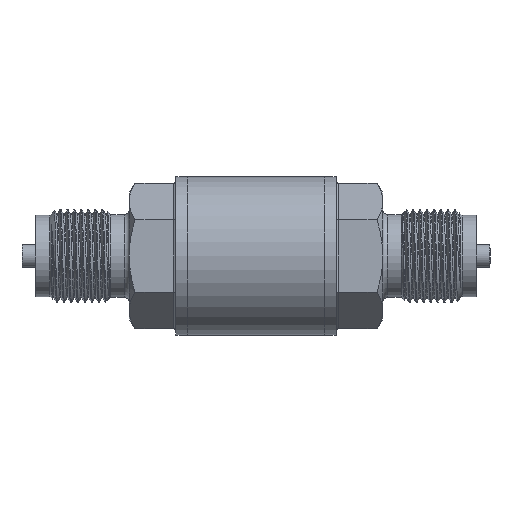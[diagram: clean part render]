
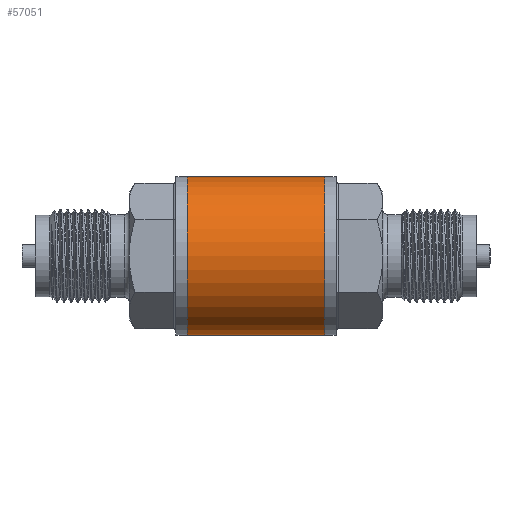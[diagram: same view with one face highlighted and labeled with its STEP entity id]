
A CAD part, front view. The second image highlights one B-rep face of the part: STEP entity #57051.
In plain terms, the highlighted cylindrical face has radius 17 mm (diameter 34 mm), a full revolution.
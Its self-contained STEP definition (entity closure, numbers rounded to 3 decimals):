
#227=FACE_BOUND('',#12050,.T.);
#8419=FACE_OUTER_BOUND('',#12049,.T.);
#12049=EDGE_LOOP('',(#39959,#39960,#39961,#39962));
#12050=EDGE_LOOP('',(#39963,#39964));
#15733=CIRCLE('',#60600,17.);
#15734=CIRCLE('',#60601,17.);
#17007=B_SPLINE_CURVE_WITH_KNOTS('',3,(#101377,#101378,#101379,#101380,
#101381,#101382,#101383,#101384,#101385,#101386,#101387,#101388,#101389,
#101390,#101391,#101392,#101393,#101394,#101395,#101396),.UNSPECIFIED.,
 .F.,.F.,(4,2,2,2,2,2,2,2,2,4),(-5.022,-4.957,-4.66,
-4.362,-4.065,-3.767,-3.47,
-2.9,-2.615,-2.33),.UNSPECIFIED.);
#17008=B_SPLINE_CURVE_WITH_KNOTS('',3,(#101397,#101398,#101399,#101400,
#101401,#101402,#101403,#101404,#101405,#101406,#101407,#101408,#101409,
#101410,#101411,#101412,#101413,#101414,#101415,#101416,#101417,#101418,
#101419,#101420,#101421,#101422,#101423,#101424,#101425,#101426,#101427,
#101428,#101429,#101430,#101431,#101432,#101433,#101434,#101435,#101436,
#101437,#101438,#101439),.UNSPECIFIED.,.F.,.F.,(4,2,2,2,2,2,2,3,2,2,2,2,
2,2,2,2,2,2,2,2,4),(-2.33,-2.045,-1.76,
-1.19,-0.893,-0.595,-0.298,
0.,0.298,0.595,0.893,1.19,
1.76,2.045,2.33,2.615,2.9,
3.47,3.767,4.065,4.297),
 .UNSPECIFIED.);
#18075=LINE('',#101455,#20600);
#20600=VECTOR('',#69094,17.);
#23459=VERTEX_POINT('',#101375);
#23460=VERTEX_POINT('',#101376);
#23463=VERTEX_POINT('',#101452);
#23464=VERTEX_POINT('',#101454);
#29778=EDGE_CURVE('',#23459,#23460,#17007,.T.);
#29779=EDGE_CURVE('',#23460,#23459,#17008,.T.);
#29784=EDGE_CURVE('',#23463,#23463,#15733,.T.);
#29785=EDGE_CURVE('',#23463,#23464,#18075,.T.);
#29786=EDGE_CURVE('',#23464,#23464,#15734,.T.);
#39959=ORIENTED_EDGE('',*,*,#29784,.F.);
#39960=ORIENTED_EDGE('',*,*,#29785,.T.);
#39961=ORIENTED_EDGE('',*,*,#29786,.F.);
#39962=ORIENTED_EDGE('',*,*,#29785,.F.);
#39963=ORIENTED_EDGE('',*,*,#29778,.T.);
#39964=ORIENTED_EDGE('',*,*,#29779,.T.);
#56065=CYLINDRICAL_SURFACE('',#60599,17.);
#57051=ADVANCED_FACE('',(#8419,#227),#56065,.T.);
#60599=AXIS2_PLACEMENT_3D('',#101451,#69090,#69091);
#60600=AXIS2_PLACEMENT_3D('',#101453,#69092,#69093);
#60601=AXIS2_PLACEMENT_3D('',#101456,#69095,#69096);
#69090=DIRECTION('center_axis',(1.,0.,0.));
#69091=DIRECTION('ref_axis',(0.,0.,-1.));
#69092=DIRECTION('center_axis',(1.,0.,0.));
#69093=DIRECTION('ref_axis',(0.,0.,-1.));
#69094=DIRECTION('',(-1.,0.,0.));
#69095=DIRECTION('center_axis',(-1.,0.,0.));
#69096=DIRECTION('ref_axis',(0.,0.,-1.));
#101375=CARTESIAN_POINT('',(3.5,9.909,13.813));
#101376=CARTESIAN_POINT('',(-14.25,17.,0.));
#101377=CARTESIAN_POINT('Ctrl Pts',(3.5,9.909,13.813));
#101378=CARTESIAN_POINT('Ctrl Pts',(3.3,9.838,13.864));
#101379=CARTESIAN_POINT('Ctrl Pts',(3.099,9.772,13.911));
#101380=CARTESIAN_POINT('Ctrl Pts',(1.961,9.433,14.147));
#101381=CARTESIAN_POINT('Ctrl Pts',(0.992,9.27,
14.25));
#101382=CARTESIAN_POINT('Ctrl Pts',(-0.992,9.27,
14.25));
#101383=CARTESIAN_POINT('Ctrl Pts',(-1.961,9.433,
14.147));
#101384=CARTESIAN_POINT('Ctrl Pts',(-3.829,9.99,
13.759));
#101385=CARTESIAN_POINT('Ctrl Pts',(-4.729,10.381,
13.475));
#101386=CARTESIAN_POINT('Ctrl Pts',(-6.439,11.264,
12.746));
#101387=CARTESIAN_POINT('Ctrl Pts',(-7.251,11.755,12.301));
#101388=CARTESIAN_POINT('Ctrl Pts',(-8.759,12.741,
11.277));
#101389=CARTESIAN_POINT('Ctrl Pts',(-9.454,13.234,
10.698));
#101390=CARTESIAN_POINT('Ctrl Pts',(-11.268,14.569,
8.885));
#101391=CARTESIAN_POINT('Ctrl Pts',(-12.355,15.44,7.35));
#101392=CARTESIAN_POINT('Ctrl Pts',(-13.475,16.354,
4.732));
#101393=CARTESIAN_POINT('Ctrl Pts',(-13.766,16.596,3.807));
#101394=CARTESIAN_POINT('Ctrl Pts',(-14.154,16.919,1.916));
#101395=CARTESIAN_POINT('Ctrl Pts',(-14.25,17.,0.95));
#101396=CARTESIAN_POINT('Ctrl Pts',(-14.25,17.,0.));
#101397=CARTESIAN_POINT('Ctrl Pts',(-14.25,17.,0.));
#101398=CARTESIAN_POINT('Ctrl Pts',(-14.25,17.,-0.95));
#101399=CARTESIAN_POINT('Ctrl Pts',(-14.154,16.919,-1.916));
#101400=CARTESIAN_POINT('Ctrl Pts',(-13.766,16.596,-3.807));
#101401=CARTESIAN_POINT('Ctrl Pts',(-13.475,16.354,
-4.732));
#101402=CARTESIAN_POINT('Ctrl Pts',(-12.355,15.44,-7.35));
#101403=CARTESIAN_POINT('Ctrl Pts',(-11.268,14.569,
-8.885));
#101404=CARTESIAN_POINT('Ctrl Pts',(-9.454,13.234,
-10.698));
#101405=CARTESIAN_POINT('Ctrl Pts',(-8.759,12.741,
-11.277));
#101406=CARTESIAN_POINT('Ctrl Pts',(-7.251,11.755,-12.301));
#101407=CARTESIAN_POINT('Ctrl Pts',(-6.439,11.264,
-12.746));
#101408=CARTESIAN_POINT('Ctrl Pts',(-4.729,10.381,
-13.475));
#101409=CARTESIAN_POINT('Ctrl Pts',(-3.829,9.99,
-13.759));
#101410=CARTESIAN_POINT('Ctrl Pts',(-1.961,9.433,
-14.147));
#101411=CARTESIAN_POINT('Ctrl Pts',(-0.992,9.27,
-14.25));
#101412=CARTESIAN_POINT('Ctrl Pts',(0.,9.27,-14.25));
#101413=CARTESIAN_POINT('Ctrl Pts',(0.992,9.27,
-14.25));
#101414=CARTESIAN_POINT('Ctrl Pts',(1.961,9.433,-14.147));
#101415=CARTESIAN_POINT('Ctrl Pts',(3.829,9.99,-13.759));
#101416=CARTESIAN_POINT('Ctrl Pts',(4.729,10.381,-13.475));
#101417=CARTESIAN_POINT('Ctrl Pts',(6.439,11.264,-12.746));
#101418=CARTESIAN_POINT('Ctrl Pts',(7.251,11.755,-12.301));
#101419=CARTESIAN_POINT('Ctrl Pts',(8.759,12.741,-11.277));
#101420=CARTESIAN_POINT('Ctrl Pts',(9.454,13.234,-10.698));
#101421=CARTESIAN_POINT('Ctrl Pts',(11.268,14.569,-8.885));
#101422=CARTESIAN_POINT('Ctrl Pts',(12.355,15.44,-7.35));
#101423=CARTESIAN_POINT('Ctrl Pts',(13.475,16.354,-4.732));
#101424=CARTESIAN_POINT('Ctrl Pts',(13.766,16.596,-3.807));
#101425=CARTESIAN_POINT('Ctrl Pts',(14.154,16.919,-1.916));
#101426=CARTESIAN_POINT('Ctrl Pts',(14.25,17.,-0.95));
#101427=CARTESIAN_POINT('Ctrl Pts',(14.25,17.,0.95));
#101428=CARTESIAN_POINT('Ctrl Pts',(14.154,16.919,1.916));
#101429=CARTESIAN_POINT('Ctrl Pts',(13.766,16.596,3.807));
#101430=CARTESIAN_POINT('Ctrl Pts',(13.475,16.354,4.732));
#101431=CARTESIAN_POINT('Ctrl Pts',(12.355,15.44,7.35));
#101432=CARTESIAN_POINT('Ctrl Pts',(11.268,14.569,8.885));
#101433=CARTESIAN_POINT('Ctrl Pts',(9.454,13.234,10.698));
#101434=CARTESIAN_POINT('Ctrl Pts',(8.759,12.741,11.277));
#101435=CARTESIAN_POINT('Ctrl Pts',(7.251,11.755,12.301));
#101436=CARTESIAN_POINT('Ctrl Pts',(6.439,11.264,12.746));
#101437=CARTESIAN_POINT('Ctrl Pts',(4.915,10.477,13.395));
#101438=CARTESIAN_POINT('Ctrl Pts',(4.219,10.163,13.631));
#101439=CARTESIAN_POINT('Ctrl Pts',(3.5,9.909,13.813));
#101451=CARTESIAN_POINT('Origin',(0.,0.,0.));
#101452=CARTESIAN_POINT('',(14.7,0.,17.));
#101453=CARTESIAN_POINT('Origin',(14.7,0.,0.));
#101454=CARTESIAN_POINT('',(-14.7,0.,17.));
#101455=CARTESIAN_POINT('',(0.,0.,17.));
#101456=CARTESIAN_POINT('Origin',(-14.7,0.,0.));
